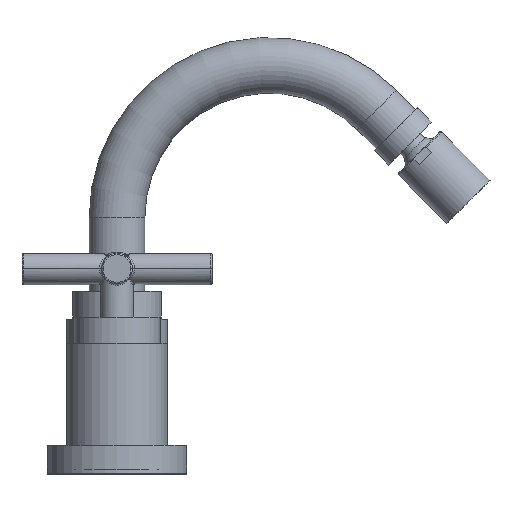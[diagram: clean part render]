
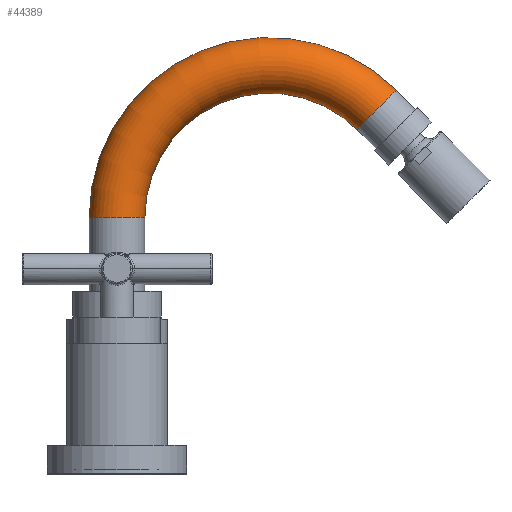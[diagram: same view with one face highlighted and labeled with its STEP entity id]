
A CAD part, top view. The second image highlights one B-rep face of the part: STEP entity #44389.
In plain terms, the highlighted toroidal (fillet/blend) face has major radius 60 mm and minor radius 11 mm.
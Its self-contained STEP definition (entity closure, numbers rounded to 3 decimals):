
#39807=CARTESIAN_POINT('',(102.426,217.548,100.));
#39808=DIRECTION('',(0.707,-0.707,0.));
#39809=DIRECTION('',(0.707,0.707,0.));
#39810=AXIS2_PLACEMENT_3D('',#39807,#39808,#39809);
#39812=CARTESIAN_POINT('',(0.,175.121,100.));
#39813=DIRECTION('',(0.,1.,0.));
#39814=DIRECTION('',(-1.,0.,0.));
#39815=AXIS2_PLACEMENT_3D('',#39812,#39813,#39814);
#39817=CARTESIAN_POINT('',(60.,175.121,100.));
#39818=DIRECTION('',(0.,0.,-1.));
#39819=DIRECTION('',(-1.,0.,0.));
#39820=AXIS2_PLACEMENT_3D('',#39817,#39818,#39819);
#42135=CARTESIAN_POINT('',(60.,175.121,100.));
#42136=DIRECTION('',(0.,0.,-1.));
#42137=DIRECTION('',(-1.,0.,0.));
#42138=AXIS2_PLACEMENT_3D('',#42135,#42136,#42137);
#42801=CARTESIAN_POINT('',(11.,175.121,100.));
#42802=CARTESIAN_POINT('',(-11.,175.121,100.));
#42803=VERTEX_POINT('',#42801);
#42804=VERTEX_POINT('',#42802);
#42809=CARTESIAN_POINT('',(94.648,209.77,100.));
#42810=CARTESIAN_POINT('',(110.205,225.326,100.));
#42811=VERTEX_POINT('',#42809);
#42812=VERTEX_POINT('',#42810);
#44375=CARTESIAN_POINT('',(60.,175.121,100.));
#44376=DIRECTION('',(0.,0.,-1.));
#44377=DIRECTION('',(1.,0.,0.));
#44378=AXIS2_PLACEMENT_3D('',#44375,#44376,#44377);
#44379=TOROIDAL_SURFACE('',#44378,60.,11.);
#44381=ORIENTED_EDGE('',*,*,#44380,.F.);
#44383=ORIENTED_EDGE('',*,*,#44382,.T.);
#44384=ORIENTED_EDGE('',*,*,#44362,.T.);
#44386=ORIENTED_EDGE('',*,*,#44385,.F.);
#44387=EDGE_LOOP('',(#44381,#44383,#44384,#44386));
#44388=FACE_OUTER_BOUND('',#44387,.F.);
#44389=ADVANCED_FACE('',(#44388),#44379,.T.);
#39811=CIRCLE('',#39810,11.);
#39816=CIRCLE('',#39815,11.);
#39821=CIRCLE('',#39820,71.);
#42139=CIRCLE('',#42138,49.);
#44362=EDGE_CURVE('',#42812,#42811,#39811,.T.);
#44380=EDGE_CURVE('',#42804,#42803,#39816,.T.);
#44382=EDGE_CURVE('',#42804,#42812,#39821,.T.);
#44385=EDGE_CURVE('',#42803,#42811,#42139,.T.);
